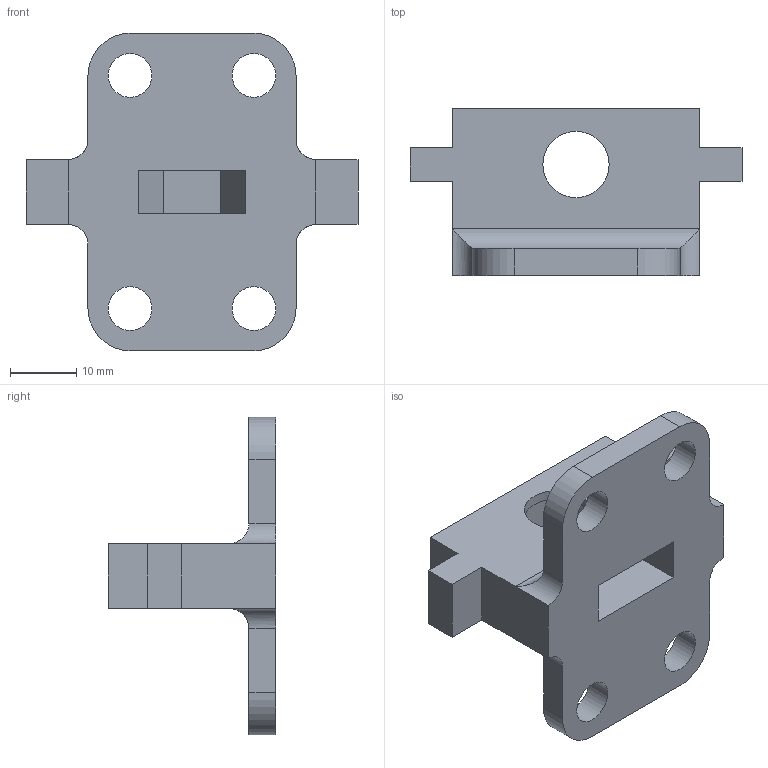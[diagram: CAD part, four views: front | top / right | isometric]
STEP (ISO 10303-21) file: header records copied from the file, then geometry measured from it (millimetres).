
FILE_DESCRIPTION(/* description */ (''),/* implementation_level */ '2;1');
FILE_NAME(/* name */ 'Z Slide.stp',/* time_stamp */ '2018-01-29T18:53:11-08:00',/* author */ ('jdtag'),/* organization */ (''),/* preprocessor_version */ 'ST-DEVELOPER v16.13',/* originating_system */ 'Autodesk Inventor 2018',/* authorisation */ '');
FILE_SCHEMA (('AUTOMOTIVE_DESIGN { 1 0 10303 214 3 1 1 }'));
Length unit declared in the file: inch
Products named in the file (1): Z Slide
Bounding box: 50.1 x 25.26 x 47.88 mm (x, y, z)
Volume: 11625.1 mm3; surface area: 6815.4 mm2
Topology: 1 solids, 1 shells, 45 faces, 122 edges, 80 vertices
Faces by surface type: plane 29, cylinder 16
Full cylindrical faces by diameter (mm): 6.604 x4, 10 x2
Entity records: 1447 total; most frequent: CARTESIAN_POINT 242, DIRECTION 236, ORIENTED_EDGE 232, EDGE_CURVE 116, LINE 88, VECTOR 88, VERTEX_POINT 80, AXIS2_PLACEMENT_3D 74
